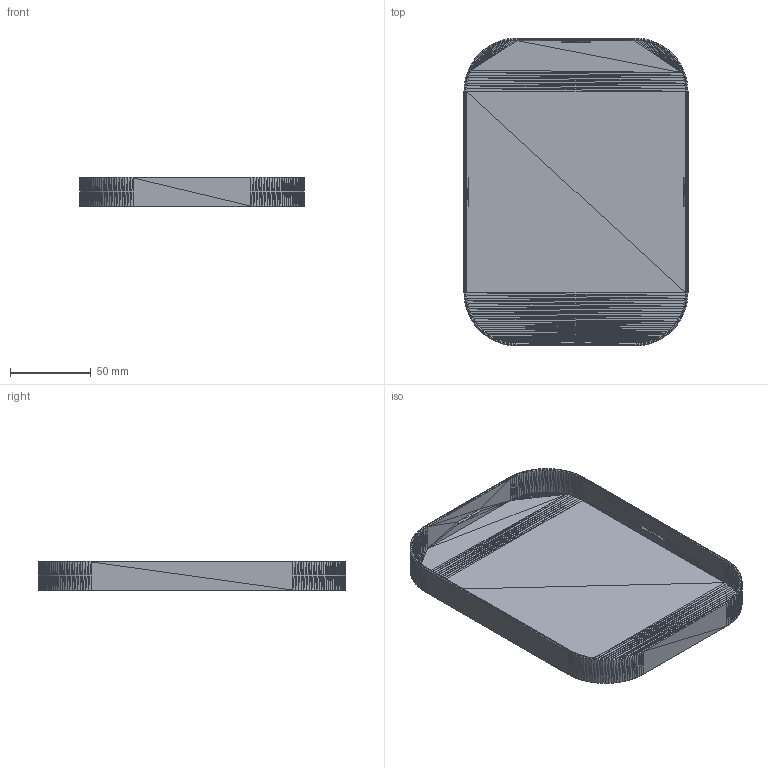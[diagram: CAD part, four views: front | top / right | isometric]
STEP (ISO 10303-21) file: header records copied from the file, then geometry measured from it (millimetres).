
FILE_DESCRIPTION((' Model'),'2;1');
FILE_NAME(' Shape Model','2024-01-03T17:55:03',(''),( ''),' ','','Unknown');
FILE_SCHEMA(('AUTOMOTIVE_DESIGN { 1 0 10303 214 1 1 1 1 }'));
Products named in the file (1):  STEP translator 7.5 1
Bounding box: 139 x 191 x 18.4 mm (x, y, z)
Surface area: 71950.7 mm2 (no closed solid volume)
Topology: 0 solids, 1 shells, 1756 faces, 2634 edges, 880 vertices
Faces by surface type: plane 1756
Entity records: 65872 total; most frequent: CARTESIAN_POINT 13173, DIRECTION 8782, ORIENTED_EDGE 5268, LINE 5268, VECTOR 5268, PCURVE 5268, DEFINITIONAL_REPRESENTATION 5268, EDGE_CURVE 2634
